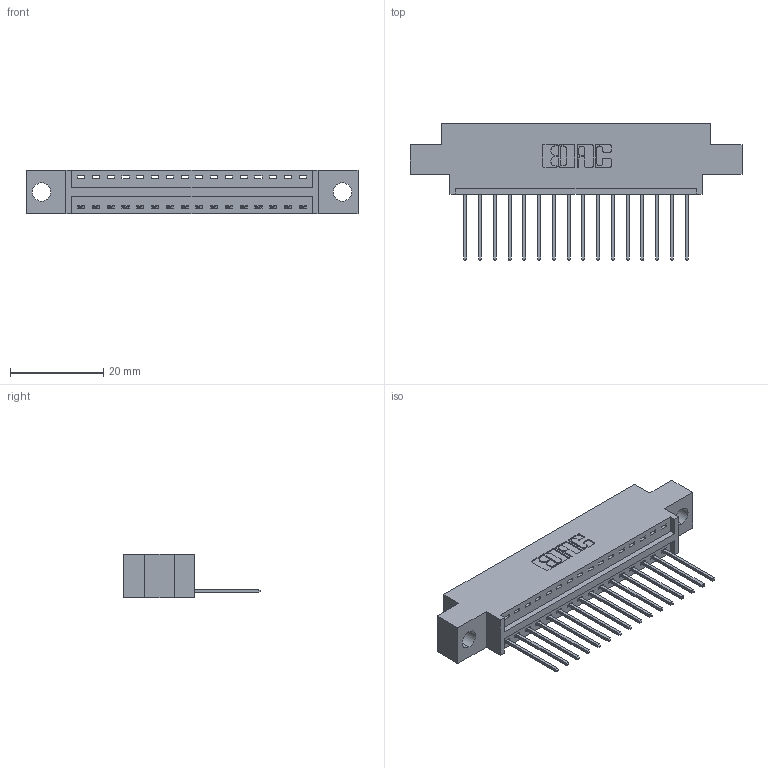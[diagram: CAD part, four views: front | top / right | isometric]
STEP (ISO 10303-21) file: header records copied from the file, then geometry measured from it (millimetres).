
FILE_DESCRIPTION (( 'STEP AP203' ), '1' );
FILE_NAME ('346-016-540-604.STEP', '2022-05-05T10:32:37', ( '' ), ( '' ), 'SwSTEP 2.0', 'SolidWorks 2020', '' );
FILE_SCHEMA (( 'CONFIG_CONTROL_DESIGN' ));
Length unit declared in the file: inch
Products named in the file (3): 345-292-001_345-293-140; 346-016-540-604; 346 Part_0.170 Offset - 0.156 Dia-TH
Assembly tree (17 placements, depth 2):
  346-016-540-604
    346 Part_0.170 Offset - 0.156 Dia-TH
    345-292-001_345-293-140  x16
Bounding box: 71.37 x 29.46 x 9.4 mm (x, y, z)
Volume: 6414 mm3; surface area: 7891.9 mm2
Topology: 17 solids, 17 shells, 1068 faces, 3193 edges, 2106 vertices
Faces by surface type: plane 734, cylinder 334
Entity records: 13999 total; most frequent: CARTESIAN_POINT 2418, ORIENTED_EDGE 2366, DIRECTION 2163, EDGE_CURVE 1183, LINE 987, VECTOR 987, VERTEX_POINT 786, AXIS2_PLACEMENT_3D 588
